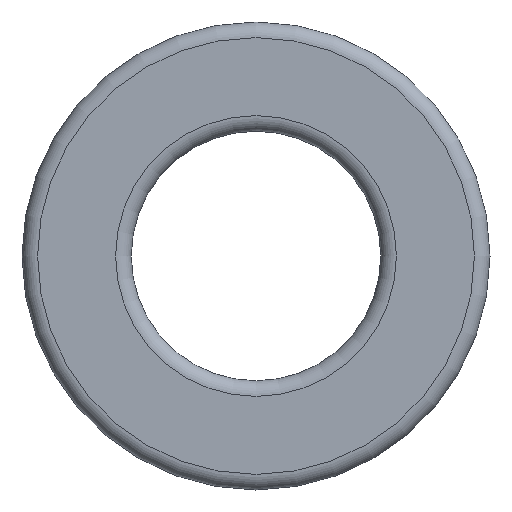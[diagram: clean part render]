
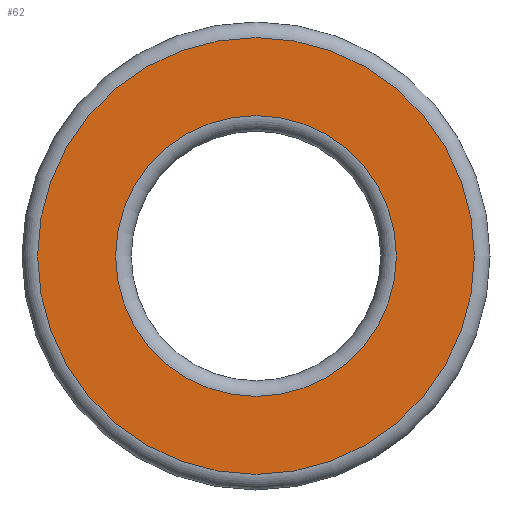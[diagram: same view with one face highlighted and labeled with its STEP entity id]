
A CAD part, left-side view. The second image highlights one B-rep face of the part: STEP entity #62.
In plain terms, the highlighted planar face has unit normal (-1, 0, 0).
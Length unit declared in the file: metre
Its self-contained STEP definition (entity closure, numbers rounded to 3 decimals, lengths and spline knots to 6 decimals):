
#62 = ADVANCED_FACE( '', ( #133, #134 ), #135, .T. );
#133 = FACE_BOUND( '', #204, .T. );
#134 = FACE_OUTER_BOUND( '', #205, .T. );
#135 = PLANE( '', #206 );
#204 = EDGE_LOOP( '', ( #291 ) );
#205 = EDGE_LOOP( '', ( #292 ) );
#206 = AXIS2_PLACEMENT_3D( '', #293, #294, #295 );
#291 = ORIENTED_EDGE( '', *, *, #346, .T. );
#292 = ORIENTED_EDGE( '', *, *, #336, .T. );
#293 = CARTESIAN_POINT( '', ( -0.012, 0., 0. ) );
#294 = DIRECTION( '', ( -1., 0., 0. ) );
#295 = DIRECTION( '', ( 0., -1., 0. ) );
#336 = EDGE_CURVE( '', #378, #378, #379, .T. );
#346 = EDGE_CURVE( '', #392, #392, #393, .F. );
#378 = VERTEX_POINT( '', #426 );
#379 = CIRCLE( '', #427, 0.007 );
#392 = VERTEX_POINT( '', #440 );
#393 = CIRCLE( '', #441, 0.0045 );
#426 = CARTESIAN_POINT( '', ( -0.012, -0.007, 0. ) );
#427 = AXIS2_PLACEMENT_3D( '', #478, #479, #480 );
#440 = CARTESIAN_POINT( '', ( -0.012, -0.0045, 0. ) );
#441 = AXIS2_PLACEMENT_3D( '', #490, #491, #492 );
#478 = CARTESIAN_POINT( '', ( -0.012, 0., 0. ) );
#479 = DIRECTION( '', ( -1., 0., 0. ) );
#480 = DIRECTION( '', ( 0., -1., 0. ) );
#490 = CARTESIAN_POINT( '', ( -0.012, 0., 0. ) );
#491 = DIRECTION( '', ( -1., 0., 0. ) );
#492 = DIRECTION( '', ( 0., -1., 0. ) );
